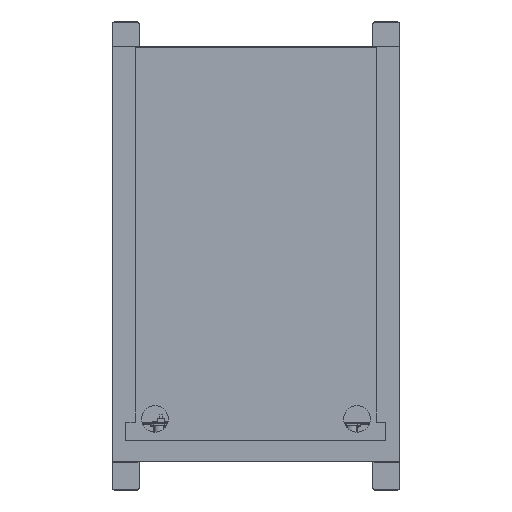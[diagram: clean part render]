
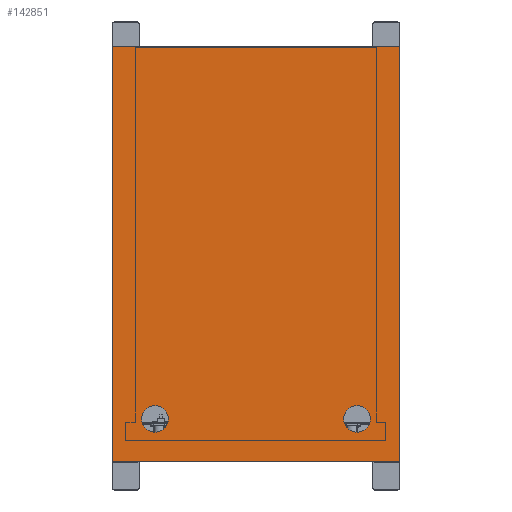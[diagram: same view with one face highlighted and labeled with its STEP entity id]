
A CAD part, top view. The second image highlights one B-rep face of the part: STEP entity #142851.
In plain terms, the highlighted planar face has unit normal (0, 0, 1).
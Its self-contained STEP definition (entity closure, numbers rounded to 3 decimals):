
#139807=CARTESIAN_POINT('',(-165.,-310.,2200.));
#139808=VERTEX_POINT('',#139807);
#139817=CARTESIAN_POINT('',(-190.,-310.,2200.));
#139818=DIRECTION('',(0.,0.,1.));
#139819=DIRECTION('',(1.,0.,-0.));
#139820=AXIS2_PLACEMENT_3D('',#139817,#139818,#139819);
#139821=CIRCLE('',#139820,25.);
#139822=EDGE_CURVE('',#139808,#139808,#139821,.T.);
#139849=CARTESIAN_POINT('',(215.,-310.,2200.));
#139850=VERTEX_POINT('',#139849);
#139859=CARTESIAN_POINT('',(190.,-310.,2200.));
#139860=DIRECTION('',(0.,0.,1.));
#139861=DIRECTION('',(1.,0.,-0.));
#139862=AXIS2_PLACEMENT_3D('',#139859,#139860,#139861);
#139863=CIRCLE('',#139862,25.);
#139864=EDGE_CURVE('',#139850,#139850,#139863,.T.);
#142700=CARTESIAN_POINT('',(-266.8,390.,2200.));
#142701=VERTEX_POINT('',#142700);
#142708=CARTESIAN_POINT('',(266.8,390.,2200.));
#142709=VERTEX_POINT('',#142708);
#142710=CARTESIAN_POINT('',(-266.8,390.,2200.));
#142711=DIRECTION('',(1.,0.,-0.));
#142712=VECTOR('',#142711,533.6);
#142713=LINE('',#142710,#142712);
#142714=EDGE_CURVE('',#142701,#142709,#142713,.T.);
#142731=CARTESIAN_POINT('',(-270.,386.8,2200.));
#142732=VERTEX_POINT('',#142731);
#142739=CARTESIAN_POINT('',(-266.8,386.8,2200.));
#142740=DIRECTION('',(-0.,-0.,1.));
#142741=DIRECTION('',(-1.,0.,0.));
#142742=AXIS2_PLACEMENT_3D('',#142739,#142740,#142741);
#142743=CIRCLE('',#142742,3.2);
#142744=EDGE_CURVE('',#142701,#142732,#142743,.T.);
#142758=CARTESIAN_POINT('',(-270.,-390.,2200.));
#142759=VERTEX_POINT('',#142758);
#142766=CARTESIAN_POINT('',(-270.,-390.,2200.));
#142767=DIRECTION('',(0.,1.,0.));
#142768=VECTOR('',#142767,776.8);
#142769=LINE('',#142766,#142768);
#142770=EDGE_CURVE('',#142759,#142732,#142769,.T.);
#142782=CARTESIAN_POINT('',(270.,386.8,2200.));
#142783=VERTEX_POINT('',#142782);
#142790=CARTESIAN_POINT('',(270.,-390.,2200.));
#142791=VERTEX_POINT('',#142790);
#142792=CARTESIAN_POINT('',(270.,386.8,2200.));
#142793=DIRECTION('',(-0.,-1.,-0.));
#142794=VECTOR('',#142793,776.8);
#142795=LINE('',#142792,#142794);
#142796=EDGE_CURVE('',#142783,#142791,#142795,.T.);
#142816=CARTESIAN_POINT('',(266.8,386.8,2200.));
#142817=DIRECTION('',(-0.,-0.,1.));
#142818=DIRECTION('',(-1.,0.,0.));
#142819=AXIS2_PLACEMENT_3D('',#142816,#142817,#142818);
#142820=CIRCLE('',#142819,3.2);
#142821=EDGE_CURVE('',#142783,#142709,#142820,.T.);
#142827=CARTESIAN_POINT('',(920.,0.,2200.));
#142828=DIRECTION('',(0.,0.,1.));
#142829=DIRECTION('',(0.,-1.,0.));
#142830=AXIS2_PLACEMENT_3D('',#142827,#142828,#142829);
#142831=PLANE('',#142830);
#142832=ORIENTED_EDGE('',*,*,#139864,.F.);
#142833=EDGE_LOOP('',(#142832));
#142834=FACE_BOUND('',#142833,.T.);
#142835=ORIENTED_EDGE('',*,*,#139822,.F.);
#142836=EDGE_LOOP('',(#142835));
#142837=FACE_BOUND('',#142836,.T.);
#142838=ORIENTED_EDGE('',*,*,#142714,.F.);
#142839=ORIENTED_EDGE('',*,*,#142744,.T.);
#142840=ORIENTED_EDGE('',*,*,#142770,.F.);
#142841=CARTESIAN_POINT('',(270.,-390.,2200.));
#142842=DIRECTION('',(-1.,-0.,0.));
#142843=VECTOR('',#142842,540.);
#142844=LINE('',#142841,#142843);
#142845=EDGE_CURVE('',#142791,#142759,#142844,.T.);
#142846=ORIENTED_EDGE('',*,*,#142845,.F.);
#142847=ORIENTED_EDGE('',*,*,#142796,.F.);
#142848=ORIENTED_EDGE('',*,*,#142821,.T.);
#142849=EDGE_LOOP('',(#142838,#142839,#142840,#142846,#142847,#142848));
#142850=FACE_BOUND('',#142849,.T.);
#142851=ADVANCED_FACE('',(#142834,#142837,#142850),#142831,.T.);
